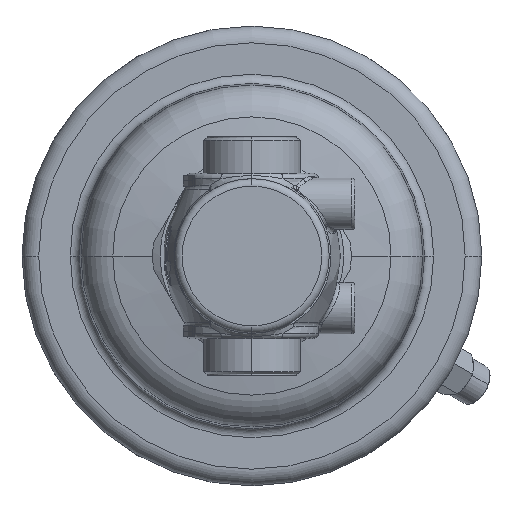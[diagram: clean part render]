
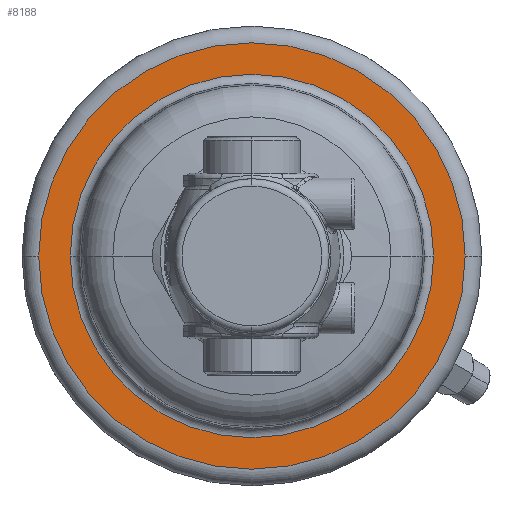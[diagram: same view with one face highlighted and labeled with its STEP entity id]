
A CAD part, left-side view. The second image highlights one B-rep face of the part: STEP entity #8188.
In plain terms, the highlighted planar face has unit normal (-1, 0, 0).
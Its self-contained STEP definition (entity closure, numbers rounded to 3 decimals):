
#3371=CARTESIAN_POINT('',(23.5,0.,0.));
#3372=DIRECTION('',(1.,0.,0.));
#3373=DIRECTION('',(0.,1.,0.));
#3374=AXIS2_PLACEMENT_3D('',#3371,#3372,#3373);
#3376=CARTESIAN_POINT('',(23.5,0.,0.));
#3377=DIRECTION('',(-1.,0.,0.));
#3378=DIRECTION('',(0.,1.,0.));
#3379=AXIS2_PLACEMENT_3D('',#3376,#3377,#3378);
#3391=CARTESIAN_POINT('',(23.5,0.,0.));
#3392=DIRECTION('',(-1.,0.,0.));
#3393=DIRECTION('',(0.,1.,0.));
#3394=AXIS2_PLACEMENT_3D('',#3391,#3392,#3393);
#3396=CARTESIAN_POINT('',(23.5,0.,0.));
#3397=DIRECTION('',(1.,0.,0.));
#3398=DIRECTION('',(0.,1.,0.));
#3399=AXIS2_PLACEMENT_3D('',#3396,#3397,#3398);
#6652=CARTESIAN_POINT('',(23.5,58.,0.));
#6654=VERTEX_POINT('',#6652);
#6655=CARTESIAN_POINT('',(23.5,49.431,0.));
#6657=VERTEX_POINT('',#6655);
#6684=CARTESIAN_POINT('',(23.5,-58.,0.));
#6686=VERTEX_POINT('',#6684);
#6687=CARTESIAN_POINT('',(23.5,-49.431,0.));
#6689=VERTEX_POINT('',#6687);
#8173=CARTESIAN_POINT('',(23.5,0.,0.));
#8174=DIRECTION('',(1.,0.,0.));
#8175=DIRECTION('',(0.,-1.,0.));
#8176=AXIS2_PLACEMENT_3D('',#8173,#8174,#8175);
#8177=PLANE('',#8176);
#8178=ORIENTED_EDGE('',*,*,#8155,.T.);
#8179=ORIENTED_EDGE('',*,*,#8166,.F.);
#8180=EDGE_LOOP('',(#8178,#8179));
#8181=FACE_OUTER_BOUND('',#8180,.F.);
#8183=ORIENTED_EDGE('',*,*,#8182,.T.);
#8185=ORIENTED_EDGE('',*,*,#8184,.F.);
#8186=EDGE_LOOP('',(#8183,#8185));
#8187=FACE_BOUND('',#8186,.F.);
#8188=ADVANCED_FACE('',(#8181,#8187),#8177,.F.);
#3375=CIRCLE('',#3374,58.);
#3380=CIRCLE('',#3379,58.);
#3395=CIRCLE('',#3394,49.431);
#3400=CIRCLE('',#3399,49.431);
#8155=EDGE_CURVE('',#6654,#6686,#3375,.T.);
#8166=EDGE_CURVE('',#6654,#6686,#3380,.T.);
#8182=EDGE_CURVE('',#6657,#6689,#3395,.T.);
#8184=EDGE_CURVE('',#6657,#6689,#3400,.T.);
